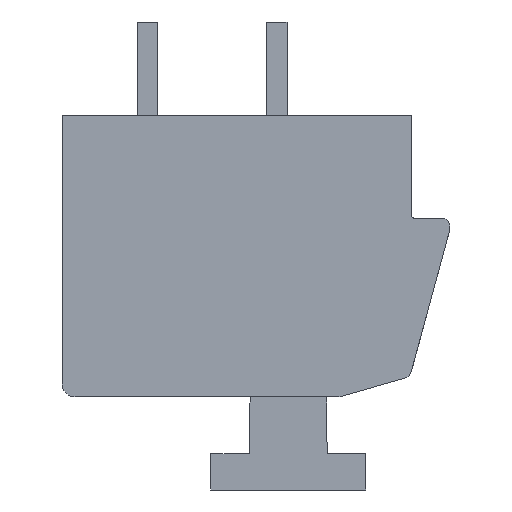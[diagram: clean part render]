
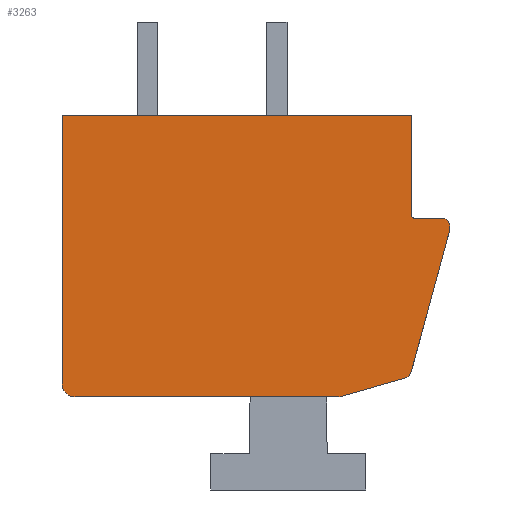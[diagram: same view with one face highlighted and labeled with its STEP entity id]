
A CAD part, front view. The second image highlights one B-rep face of the part: STEP entity #3263.
In plain terms, the highlighted planar face has unit normal (0, -1, 0).
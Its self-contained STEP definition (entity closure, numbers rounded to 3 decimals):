
#1=CARTESIAN_POINT('',(7.2,-23.75,1.15));
#2=DIRECTION('',(0.,-1.,0.));
#3=DIRECTION('',(1.,0.,0.));
#4=AXIS2_PLACEMENT_3D('',#1,#2,#3);
#6=DIRECTION('',(0.,0.,-1.));
#7=VECTOR('',#6,0.119);
#8=CARTESIAN_POINT('',(7.5,-23.75,1.15));
#9=LINE('',#8,#7);
#10=DIRECTION('',(0.262,0.,0.965));
#11=VECTOR('',#10,5.739);
#12=CARTESIAN_POINT('',(5.994,-23.75,-4.507));
#13=LINE('',#12,#11);
#14=CARTESIAN_POINT('',(5.705,-23.75,-4.428));
#15=DIRECTION('',(0.,-1.,0.));
#16=DIRECTION('',(0.274,0.,-0.962));
#17=AXIS2_PLACEMENT_3D('',#14,#15,#16);
#19=DIRECTION('',(0.962,0.,0.274));
#20=VECTOR('',#19,2.679);
#21=CARTESIAN_POINT('',(3.21,-23.75,-5.45));
#22=LINE('',#21,#20);
#23=DIRECTION('',(-1.,0.,0.));
#24=VECTOR('',#23,10.21);
#25=CARTESIAN_POINT('',(3.21,-23.75,-5.45));
#26=LINE('',#25,#24);
#27=CARTESIAN_POINT('',(-7.,-23.75,-4.95));
#28=DIRECTION('',(0.,-1.,0.));
#29=DIRECTION('',(-1.,0.,0.));
#30=AXIS2_PLACEMENT_3D('',#27,#28,#29);
#32=DIRECTION('',(0.,0.,1.));
#33=VECTOR('',#32,10.4);
#34=CARTESIAN_POINT('',(-7.5,-23.75,-4.95));
#35=LINE('',#34,#33);
#36=DIRECTION('',(1.,0.,0.));
#37=VECTOR('',#36,13.5);
#38=CARTESIAN_POINT('',(-7.5,-23.75,5.45));
#39=LINE('',#38,#37);
#40=DIRECTION('',(0.,0.,-1.));
#41=VECTOR('',#40,3.85);
#42=CARTESIAN_POINT('',(6.,-23.75,5.45));
#43=LINE('',#42,#41);
#44=DIRECTION('',(1.,0.,0.));
#45=VECTOR('',#44,1.05);
#46=CARTESIAN_POINT('',(6.15,-23.75,1.45));
#47=LINE('',#46,#45);
#60=CARTESIAN_POINT('',(6.15,-23.75,1.6));
#61=DIRECTION('',(0.,1.,0.));
#62=DIRECTION('',(0.,0.,-1.));
#63=AXIS2_PLACEMENT_3D('',#60,#61,#62);
#2594=CARTESIAN_POINT('',(-7.5,-23.75,5.45));
#2595=CARTESIAN_POINT('',(6.,-23.75,5.45));
#2596=VERTEX_POINT('',#2594);
#2597=VERTEX_POINT('',#2595);
#2598=CARTESIAN_POINT('',(6.,-23.75,1.6));
#2599=VERTEX_POINT('',#2598);
#2600=CARTESIAN_POINT('',(6.15,-23.75,1.45));
#2601=VERTEX_POINT('',#2600);
#2602=CARTESIAN_POINT('',(7.5,-23.75,1.15));
#2603=CARTESIAN_POINT('',(7.2,-23.75,1.45));
#2604=VERTEX_POINT('',#2602);
#2605=VERTEX_POINT('',#2603);
#2606=CARTESIAN_POINT('',(5.787,-23.75,-4.716));
#2607=CARTESIAN_POINT('',(5.994,-23.75,-4.507));
#2608=VERTEX_POINT('',#2606);
#2609=VERTEX_POINT('',#2607);
#2610=CARTESIAN_POINT('',(-7.5,-23.75,-4.95));
#2611=CARTESIAN_POINT('',(-7.,-23.75,-5.45));
#2612=VERTEX_POINT('',#2610);
#2613=VERTEX_POINT('',#2611);
#2614=CARTESIAN_POINT('',(3.21,-23.75,-5.45));
#2615=VERTEX_POINT('',#2614);
#2616=CARTESIAN_POINT('',(7.5,-23.75,1.031));
#2617=VERTEX_POINT('',#2616);
#3232=CARTESIAN_POINT('',(0.,-23.75,0.));
#3233=DIRECTION('',(0.,1.,0.));
#3234=DIRECTION('',(1.,0.,0.));
#3235=AXIS2_PLACEMENT_3D('',#3232,#3233,#3234);
#3236=PLANE('',#3235);
#3238=ORIENTED_EDGE('',*,*,#3237,.F.);
#3240=ORIENTED_EDGE('',*,*,#3239,.T.);
#3242=ORIENTED_EDGE('',*,*,#3241,.F.);
#3244=ORIENTED_EDGE('',*,*,#3243,.F.);
#3246=ORIENTED_EDGE('',*,*,#3245,.F.);
#3248=ORIENTED_EDGE('',*,*,#3247,.T.);
#3250=ORIENTED_EDGE('',*,*,#3249,.F.);
#3252=ORIENTED_EDGE('',*,*,#3251,.T.);
#3254=ORIENTED_EDGE('',*,*,#3253,.T.);
#3256=ORIENTED_EDGE('',*,*,#3255,.T.);
#3258=ORIENTED_EDGE('',*,*,#3257,.F.);
#3260=ORIENTED_EDGE('',*,*,#3259,.T.);
#3261=EDGE_LOOP('',(#3238,#3240,#3242,#3244,#3246,#3248,#3250,#3252,#3254,#3256,
#3258,#3260));
#3262=FACE_OUTER_BOUND('',#3261,.F.);
#3263=ADVANCED_FACE('',(#3262),#3236,.F.);
#5=CIRCLE('',#4,0.3);
#18=CIRCLE('',#17,0.3);
#31=CIRCLE('',#30,0.5);
#64=CIRCLE('',#63,0.15);
#3237=EDGE_CURVE('',#2604,#2605,#5,.T.);
#3239=EDGE_CURVE('',#2604,#2617,#9,.T.);
#3241=EDGE_CURVE('',#2609,#2617,#13,.T.);
#3243=EDGE_CURVE('',#2608,#2609,#18,.T.);
#3245=EDGE_CURVE('',#2615,#2608,#22,.T.);
#3247=EDGE_CURVE('',#2615,#2613,#26,.T.);
#3249=EDGE_CURVE('',#2612,#2613,#31,.T.);
#3251=EDGE_CURVE('',#2612,#2596,#35,.T.);
#3253=EDGE_CURVE('',#2596,#2597,#39,.T.);
#3255=EDGE_CURVE('',#2597,#2599,#43,.T.);
#3257=EDGE_CURVE('',#2601,#2599,#64,.T.);
#3259=EDGE_CURVE('',#2601,#2605,#47,.T.);
